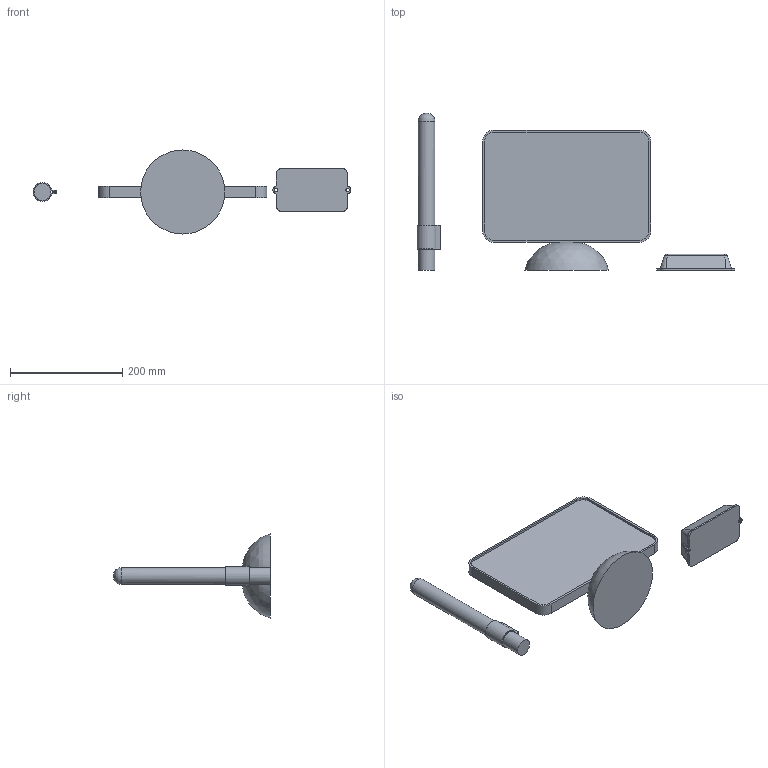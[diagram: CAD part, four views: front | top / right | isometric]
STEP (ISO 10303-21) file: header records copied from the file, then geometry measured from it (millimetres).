
FILE_DESCRIPTION(/* description */ (''),/* implementation_level */ '2;1');
FILE_NAME(/* name */ 'SETUP_SHELTER v1.step',/* time_stamp */ '2022-11-20T11:14:28+01:00',/* author */ (''),/* organization */ (''),/* preprocessor_version */ 'ST-DEVELOPER v19.2',/* originating_system */ 'Autodesk Translation Framework v11.17.0.187',/* authorisation */ '');
FILE_SCHEMA (('AUTOMOTIVE_DESIGN { 1 0 10303 214 3 1 1 }'));
Length unit declared in the file: millimetre
Products named in the file (3): SETUP_SHELTER; antenna; БИСТЗ.006.00.01
Assembly tree (2 placements, depth 2):
  SETUP_SHELTER
    antenna
    БИСТЗ.006.00.01
Bounding box: 567.15 x 280.56 x 150 mm (x, y, z)
Volume: 1934105.1 mm3; surface area: 371016 mm2
Topology: 6 solids, 6 shells, 129 faces, 305 edges, 186 vertices
Faces by surface type: plane 59, cylinder 45, bspline 13, torus 8, sphere 4
Full cylindrical faces by diameter (mm): 6 x2
Entity records: 4741 total; most frequent: CARTESIAN_POINT 1721, DIRECTION 621, ORIENTED_EDGE 602, EDGE_CURVE 301, AXIS2_PLACEMENT_3D 233, VERTEX_POINT 186, LINE 155, VECTOR 155
